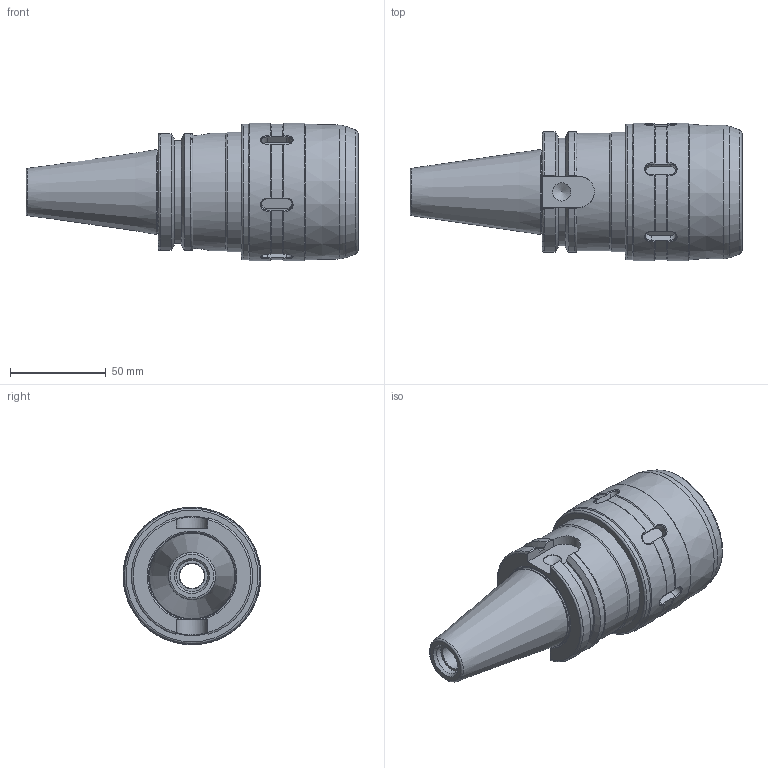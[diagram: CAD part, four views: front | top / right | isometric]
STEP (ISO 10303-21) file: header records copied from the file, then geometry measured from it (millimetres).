
FILE_DESCRIPTION(/* description */ (''),/* implementation_level */ '2;1');
FILE_NAME(/* name */ 'LB024.stp',/* time_stamp */ '2023-01-16T08:34:43+09:00',/* author */ ('eos'),/* organization */ (''),/* preprocessor_version */ 'ST-DEVELOPER v18.1',/* originating_system */ 'Autodesk Inventor 2022',/* authorisation */ '');
FILE_SCHEMA (('AUTOMOTIVE_DESIGN { 1 0 10303 214 3 1 1 }'));
Length unit declared in the file: millimetre
Products named in the file (3): CCT40-C31.75-105HS; CAT50; C32-CAP
Assembly tree (2 placements, depth 2):
  CCT40-C31.75-105HS
    CAT50
    C32-CAP
Bounding box: 173.75 x 72 x 72 mm (x, y, z)
Volume: 312535.6 mm3; surface area: 73526.7 mm2
Topology: 2 solids, 2 shells, 176 faces, 445 edges, 285 vertices
Faces by surface type: plane 77, cylinder 45, cone 31, bspline 12, torus 11
Full cylindrical faces by diameter (mm): 9.525 x1, 13 x1, 13.386 x1, 16.3 x1, 31.75 x1, 33 x1, 39.5 x1, 43.8 x1, 45 x1, 56 x3, 58 x2, 61.5 x1, 62.5 x1, 71 x1, 72 x2
Entity records: 6382 total; most frequent: CARTESIAN_POINT 2150, ORIENTED_EDGE 888, DIRECTION 829, EDGE_CURVE 444, AXIS2_PLACEMENT_3D 302, VERTEX_POINT 285, LINE 225, VECTOR 225
